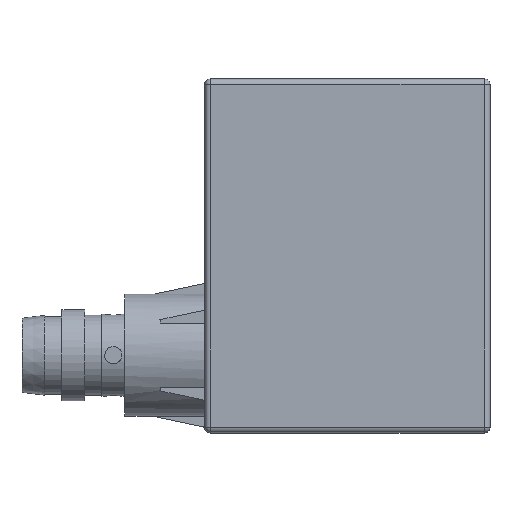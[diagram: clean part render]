
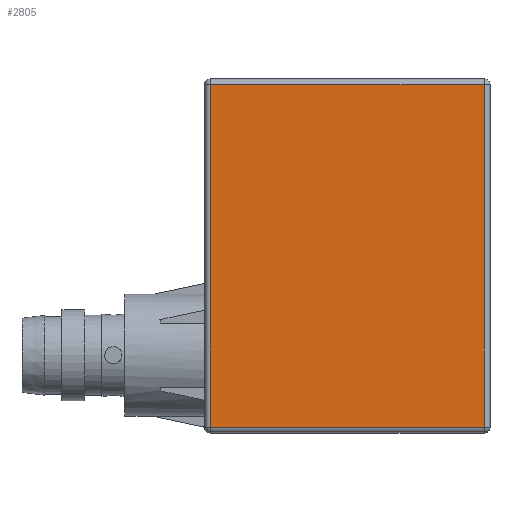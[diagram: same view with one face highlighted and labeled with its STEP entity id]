
A CAD part, top view. The second image highlights one B-rep face of the part: STEP entity #2805.
In plain terms, the highlighted planar face has unit normal (0, 0, 1).
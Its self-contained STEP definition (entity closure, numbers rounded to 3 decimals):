
#555=DIRECTION('',(0.,1.,0.));
#556=VECTOR('',#555,30.);
#557=CARTESIAN_POINT('',(12.,0.5,6.));
#558=LINE('',#557,#556);
#578=DIRECTION('',(1.,0.,0.));
#579=VECTOR('',#578,24.);
#580=CARTESIAN_POINT('',(-12.,30.5,6.));
#581=LINE('',#580,#579);
#585=DIRECTION('',(0.,1.,0.));
#586=VECTOR('',#585,30.);
#587=CARTESIAN_POINT('',(-12.,0.5,6.));
#588=LINE('',#587,#586);
#592=DIRECTION('',(1.,0.,0.));
#593=VECTOR('',#592,24.);
#594=CARTESIAN_POINT('',(-12.,0.5,6.));
#595=LINE('',#594,#593);
#2103=CARTESIAN_POINT('',(-12.,0.5,6.));
#2105=VERTEX_POINT('',#2103);
#2106=CARTESIAN_POINT('',(12.,0.5,6.));
#2107=VERTEX_POINT('',#2106);
#2229=CARTESIAN_POINT('',(-12.,30.5,6.));
#2230=VERTEX_POINT('',#2229);
#2233=CARTESIAN_POINT('',(12.,30.5,6.));
#2234=VERTEX_POINT('',#2233);
#2792=CARTESIAN_POINT('',(-12.,0.,6.));
#2793=DIRECTION('',(0.,0.,1.));
#2794=DIRECTION('',(1.,0.,0.));
#2795=AXIS2_PLACEMENT_3D('',#2792,#2793,#2794);
#2796=PLANE('',#2795);
#2797=ORIENTED_EDGE('',*,*,#2785,.T.);
#2798=ORIENTED_EDGE('',*,*,#2761,.F.);
#2800=ORIENTED_EDGE('',*,*,#2799,.F.);
#2802=ORIENTED_EDGE('',*,*,#2801,.T.);
#2803=EDGE_LOOP('',(#2797,#2798,#2800,#2802));
#2804=FACE_OUTER_BOUND('',#2803,.F.);
#2805=ADVANCED_FACE('',(#2804),#2796,.T.);
#2761=EDGE_CURVE('',#2107,#2234,#558,.T.);
#2785=EDGE_CURVE('',#2230,#2234,#581,.T.);
#2799=EDGE_CURVE('',#2105,#2107,#595,.T.);
#2801=EDGE_CURVE('',#2105,#2230,#588,.T.);
